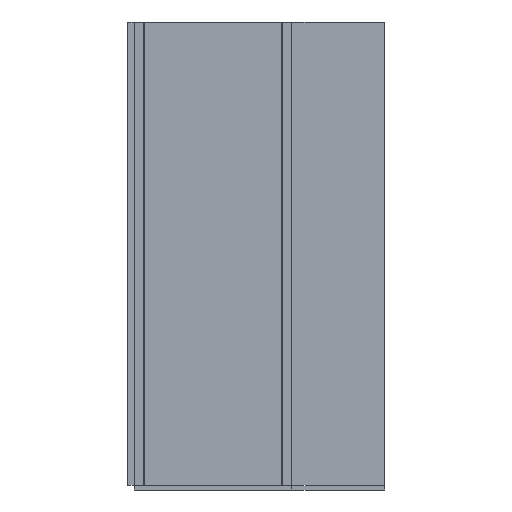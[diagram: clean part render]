
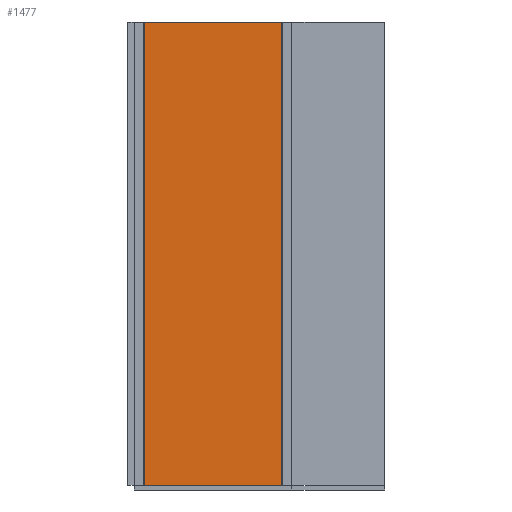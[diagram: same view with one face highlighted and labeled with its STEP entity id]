
A CAD part, front view. The second image highlights one B-rep face of the part: STEP entity #1477.
In plain terms, the highlighted planar face has unit normal (0, -1, 0).
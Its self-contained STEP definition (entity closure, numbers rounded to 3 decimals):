
#91=FACE_OUTER_BOUND('',#169,.T.);
#169=EDGE_LOOP('',(#1307,#1308,#1309,#1310));
#367=LINE('',#2327,#571);
#368=LINE('',#2329,#572);
#369=LINE('',#2331,#573);
#370=LINE('',#2332,#574);
#571=VECTOR('',#1911,10.);
#572=VECTOR('',#1912,10.);
#573=VECTOR('',#1913,10.);
#574=VECTOR('',#1914,10.);
#711=VERTEX_POINT('',#2325);
#712=VERTEX_POINT('',#2326);
#713=VERTEX_POINT('',#2328);
#714=VERTEX_POINT('',#2330);
#911=EDGE_CURVE('',#711,#712,#367,.T.);
#912=EDGE_CURVE('',#712,#713,#368,.T.);
#913=EDGE_CURVE('',#714,#713,#369,.T.);
#914=EDGE_CURVE('',#711,#714,#370,.T.);
#1307=ORIENTED_EDGE('',*,*,#911,.T.);
#1308=ORIENTED_EDGE('',*,*,#912,.T.);
#1309=ORIENTED_EDGE('',*,*,#913,.F.);
#1310=ORIENTED_EDGE('',*,*,#914,.F.);
#1401=PLANE('',#1569);
#1477=ADVANCED_FACE('',(#91),#1401,.T.);
#1569=AXIS2_PLACEMENT_3D('',#2324,#1909,#1910);
#1909=DIRECTION('center_axis',(0.,-1.,0.));
#1910=DIRECTION('ref_axis',(1.,0.,0.));
#1911=DIRECTION('',(1.,0.,0.));
#1912=DIRECTION('',(0.,0.,1.));
#1913=DIRECTION('',(1.,0.,0.));
#1914=DIRECTION('',(0.,0.,1.));
#2324=CARTESIAN_POINT('Origin',(3.7,0.,0.));
#2325=CARTESIAN_POINT('',(3.7,0.,0.));
#2326=CARTESIAN_POINT('',(33.3,0.,0.));
#2327=CARTESIAN_POINT('',(3.7,0.,0.));
#2328=CARTESIAN_POINT('',(33.3,0.,100.));
#2329=CARTESIAN_POINT('',(33.3,0.,0.));
#2330=CARTESIAN_POINT('',(3.7,0.,100.));
#2331=CARTESIAN_POINT('',(3.7,0.,100.));
#2332=CARTESIAN_POINT('',(3.7,0.,0.));
